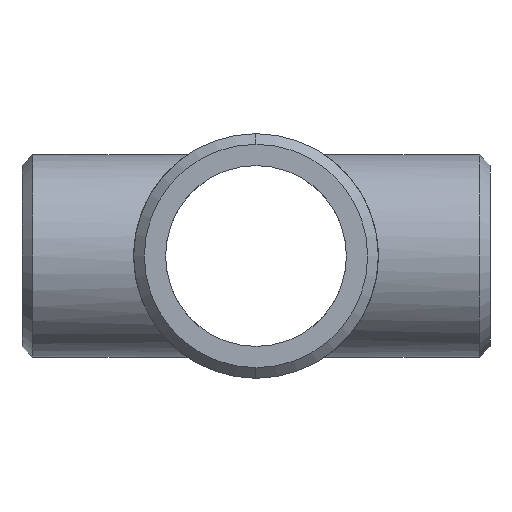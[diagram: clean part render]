
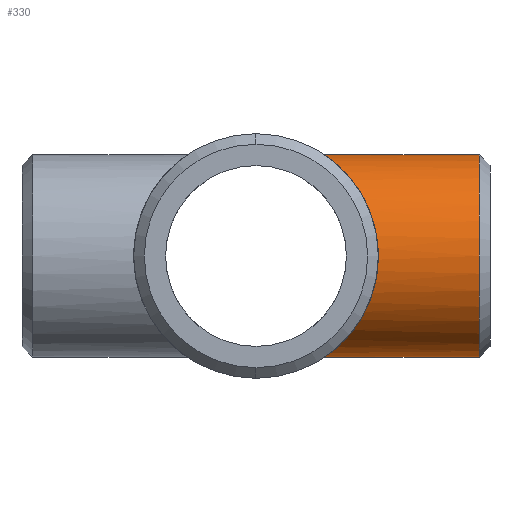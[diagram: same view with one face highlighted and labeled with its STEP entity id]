
A CAD part, left-side view. The second image highlights one B-rep face of the part: STEP entity #330.
In plain terms, the highlighted cylindrical face has radius 30.226 mm (diameter 60.452 mm), a partial arc.
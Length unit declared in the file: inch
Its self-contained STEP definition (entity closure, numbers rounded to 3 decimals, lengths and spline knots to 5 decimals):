
#32 = CARTESIAN_POINT ( 'NONE',  ( -1.18106, -1.43011, 0.14705 ) ) ;
#37 = CARTESIAN_POINT ( 'NONE',  ( -1.12137, -1.3812, -0.40034 ) ) ;
#51 = CARTESIAN_POINT ( 'NONE',  ( -0.96712, -1.2592, -0.69365 ) ) ;
#58 = CIRCLE ( 'NONE', #300, 1.19 ) ;
#59 = CARTESIAN_POINT ( 'NONE',  ( -0.2651, -0.84866, -1.16027 ) ) ;
#65 = CARTESIAN_POINT ( 'NONE',  ( -0.43306, -0.91485, -1.10904 ) ) ;
#83 = ORIENTED_EDGE ( 'NONE', *, *, #1050, .T. ) ;
#116 = EDGE_CURVE ( 'NONE', #591, #298, #1097, .T. ) ;
#119 = CARTESIAN_POINT ( 'NONE',  ( -0.69148, -1.06203, 0.96917 ) ) ;
#126 = CARTESIAN_POINT ( 'NONE',  ( -0.39495, -0.8978, 1.12271 ) ) ;
#133 = CARTESIAN_POINT ( 'NONE',  ( -1.1731, -1.42353, -0.20399 ) ) ;
#144 = CARTESIAN_POINT ( 'NONE',  ( -1.10707, -1.36961, -0.43826 ) ) ;
#149 = CARTESIAN_POINT ( 'NONE',  ( -1.12146, -1.38117, 0.40584 ) ) ;
#158 = CARTESIAN_POINT ( 'NONE',  ( 0., -2.75, 0. ) ) ;
#169 = CARTESIAN_POINT ( 'NONE',  ( -0.85976, -1.17863, -0.82357 ) ) ;
#181 = DIRECTION ( 'NONE',  ( 0., 1., 0. ) ) ;
#225 = CARTESIAN_POINT ( 'NONE',  ( -0.63073, -1.02351, 1.00976 ) ) ;
#230 = CARTESIAN_POINT ( 'NONE',  ( -1.15633, -1.40974, -0.28405 ) ) ;
#236 = CARTESIAN_POINT ( 'NONE',  ( -0.88495, -1.1967, 0.79902 ) ) ;
#242 = CARTESIAN_POINT ( 'NONE',  ( -0.53454, -0.96713, 1.06383 ) ) ;
#249 = CARTESIAN_POINT ( 'NONE',  ( -0.37674, -0.88992, 1.12896 ) ) ;
#255 = ORIENTED_EDGE ( 'NONE', *, *, #1232, .T. ) ;
#256 = CARTESIAN_POINT ( 'NONE',  ( -0.88492, -1.19714, -0.7965 ) ) ;
#292 = FACE_OUTER_BOUND ( 'NONE', #609, .T. ) ;
#298 = VERTEX_POINT ( 'NONE', #1018 ) ;
#300 = AXIS2_PLACEMENT_3D ( 'NONE', #1208, #1047, #741 ) ;
#318 = CARTESIAN_POINT ( 'NONE',  ( -1.05593, -1.32859, 0.55011 ) ) ;
#322 = CARTESIAN_POINT ( 'NONE',  ( 0., -2.75, -1.19 ) ) ;
#330 = ADVANCED_FACE ( 'NONE', ( #292 ), #832, .T. ) ;
#337 = CARTESIAN_POINT ( 'NONE',  ( -1.05959, -1.33142, -0.54743 ) ) ;
#357 = CARTESIAN_POINT ( 'NONE',  ( -0.16641, -0.82241, -1.17903 ) ) ;
#368 = CARTESIAN_POINT ( 'NONE',  ( 0., -0.80642, 1.19 ) ) ;
#377 = CARTESIAN_POINT ( 'NONE',  ( -0.93285, -1.23307, -0.73909 ) ) ;
#413 = CARTESIAN_POINT ( 'NONE',  ( -0.0826, -0.80962, 1.18784 ) ) ;
#417 = CARTESIAN_POINT ( 'NONE',  ( -1.18764, -1.43555, 0.08549 ) ) ;
#443 = CARTESIAN_POINT ( 'NONE',  ( -0.08398, -0.81051, -1.18722 ) ) ;
#456 = CARTESIAN_POINT ( 'NONE',  ( -0.72446, -1.083, -0.94696 ) ) ;
#505 = CARTESIAN_POINT ( 'NONE',  ( -0.7209, -1.08146, 0.9475 ) ) ;
#512 = CARTESIAN_POINT ( 'NONE',  ( -0.93292, -1.23284, 0.74258 ) ) ;
#527 = CARTESIAN_POINT ( 'NONE',  ( -0.95586, -1.25057, -0.70907 ) ) ;
#534 = CARTESIAN_POINT ( 'NONE',  ( -1.14641, -1.4016, 0.32958 ) ) ;
#544 = DIRECTION ( 'NONE',  ( 0., 0., -1. ) ) ;
#555 = CARTESIAN_POINT ( 'NONE',  ( -0.04208, -0.80724, -1.18944 ) ) ;
#561 = VERTEX_POINT ( 'NONE', #368 ) ;
#565 = CARTESIAN_POINT ( 'NONE',  ( 0., -2.625, 1.19 ) ) ;
#591 = VERTEX_POINT ( 'NONE', #1024 ) ;
#609 = EDGE_LOOP ( 'NONE', ( #83, #841, #255, #1055 ) ) ;
#612 = CARTESIAN_POINT ( 'NONE',  ( -1.16796, -1.41931, 0.22888 ) ) ;
#618 = CARTESIAN_POINT ( 'NONE',  ( -1.14595, -1.40124, -0.3233 ) ) ;
#625 = CARTESIAN_POINT ( 'NONE',  ( -1.17179, -1.42246, 0.20842 ) ) ;
#633 = CARTESIAN_POINT ( 'NONE',  ( 0., -0.80642, 1.19 ) ) ;
#638 = CARTESIAN_POINT ( 'NONE',  ( -0.5994, -1.00443, 1.02868 ) ) ;
#646 = DIRECTION ( 'NONE',  ( 0., 1., 0. ) ) ;
#661 = CARTESIAN_POINT ( 'NONE',  ( -0.2064, -0.83157, -1.17265 ) ) ;
#714 = CARTESIAN_POINT ( 'NONE',  ( -1.1901, -1.43758, -0.03839 ) ) ;
#721 = CARTESIAN_POINT ( 'NONE',  ( -0.04141, -0.80642, 1.19 ) ) ;
#727 = CARTESIAN_POINT ( 'NONE',  ( -0.22486, -0.83697, 1.16873 ) ) ;
#740 = CARTESIAN_POINT ( 'NONE',  ( -0.92107, -1.22418, -0.75371 ) ) ;
#741 = DIRECTION ( 'NONE',  ( 0., 0., -1. ) ) ;
#746 = CARTESIAN_POINT ( 'NONE',  ( -0.02104, -0.80642, -1.19 ) ) ;
#747 = AXIS2_PLACEMENT_3D ( 'NONE', #158, #646, #544 ) ;
#793 = VERTEX_POINT ( 'NONE', #565 ) ;
#799 = CARTESIAN_POINT ( 'NONE',  ( -0.99758, -1.28269, 0.64988 ) ) ;
#805 = CARTESIAN_POINT ( 'NONE',  ( -1.18805, -1.43589, -0.07991 ) ) ;
#811 = CARTESIAN_POINT ( 'NONE',  ( -0.44873, -0.92274, 1.10231 ) ) ;
#816 = CARTESIAN_POINT ( 'NONE',  ( -0.28349, -0.85398, 1.15643 ) ) ;
#832 = CYLINDRICAL_SURFACE ( 'NONE', #747, 1.19 ) ;
#837 = CARTESIAN_POINT ( 'NONE',  ( 0., -2.75, 1.19 ) ) ;
#841 = ORIENTED_EDGE ( 'NONE', *, *, #881, .T. ) ;
#842 = CARTESIAN_POINT ( 'NONE',  ( -0.78109, -1.12208, -0.90078 ) ) ;
#881 = EDGE_CURVE ( 'NONE', #793, #561, #955, .T. ) ;
#892 = CARTESIAN_POINT ( 'NONE',  ( -0.77794, -1.12029, 0.90125 ) ) ;
#897 = CARTESIAN_POINT ( 'NONE',  ( -0.43093, -0.91419, 1.1094 ) ) ;
#904 = CARTESIAN_POINT ( 'NONE',  ( -0.14408, -0.81894, 1.18142 ) ) ;
#913 = CARTESIAN_POINT ( 'NONE',  ( -0.16462, -0.82281, 1.17874 ) ) ;
#929 = CARTESIAN_POINT ( 'NONE',  ( -0.34171, -0.87566, -1.14005 ) ) ;
#954 = CARTESIAN_POINT ( 'NONE',  ( -0.32274, -0.86842, -1.14557 ) ) ;
#955 = LINE ( 'NONE', #837, #1121 ) ;
#988 = VECTOR ( 'NONE', #1087, 39.37008 ) ;
#991 = CARTESIAN_POINT ( 'NONE',  ( -1.17833, -1.42785, 0.16753 ) ) ;
#1003 = CARTESIAN_POINT ( 'NONE',  ( -1.18989, -1.43741, 0.0443 ) ) ;
#1009 = CARTESIAN_POINT ( 'NONE',  ( -0.20501, -0.83183, 1.17239 ) ) ;
#1016 = CARTESIAN_POINT ( 'NONE',  ( -0.39737, -0.89837, -1.12237 ) ) ;
#1018 = CARTESIAN_POINT ( 'NONE',  ( 0., -0.80642, -1.19 ) ) ;
#1024 = CARTESIAN_POINT ( 'NONE',  ( 0., -2.625, -1.19 ) ) ;
#1026 = CARTESIAN_POINT ( 'NONE',  ( -0.28444, -0.85492, -1.15568 ) ) ;
#1032 = CARTESIAN_POINT ( 'NONE',  ( 0., -0.80642, -1.19 ) ) ;
#1047 = DIRECTION ( 'NONE',  ( 0., 1., 0. ) ) ;
#1050 = EDGE_CURVE ( 'NONE', #591, #793, #58, .T. ) ;
#1055 = ORIENTED_EDGE ( 'NONE', *, *, #116, .F. ) ;
#1087 = DIRECTION ( 'NONE',  ( 0., 1., 0. ) ) ;
#1088 = CARTESIAN_POINT ( 'NONE',  ( -0.32137, -0.86744, 1.14644 ) ) ;
#1094 = CARTESIAN_POINT ( 'NONE',  ( -0.80567, -1.13977, 0.87656 ) ) ;
#1097 = LINE ( 'NONE', #322, #988 ) ;
#1099 = CARTESIAN_POINT ( 'NONE',  ( -0.50102, -0.9489, 1.08005 ) ) ;
#1113 = CARTESIAN_POINT ( 'NONE',  ( -0.60153, -1.00493, -1.02944 ) ) ;
#1121 = VECTOR ( 'NONE', #181, 39.37008 ) ;
#1168 = B_SPLINE_CURVE_WITH_KNOTS ( 'NONE', 3,
 ( #633, #721, #413, #904, #913, #1009, #727, #816, #1088, #249, #126, #897, #811, #1099, #242, #638, #225, #119, #505, #892, #1094, #236, #512, #799, #1174, #318, #1191, #149, #534, #612, #625, #991, #32, #417, #1003, #714, #805, #1179, #133, #230, #618, #37, #144, #337, #1184, #51, #527, #377, #740, #256, #169, #842, #456, #1113, #1213, #65, #1016, #929, #954, #1026, #59, #661, #357, #1220, #443, #555, #746, #1032 ),
 .UNSPECIFIED., .F., .F.,
 ( 4, 2, 2, 2, 2, 2, 2, 2, 2, 2, 2, 2, 2, 2, 2, 2, 2, 2, 2, 2, 2, 2, 2, 2, 2, 2, 2, 2, 2, 2, 2, 2, 2, 4 ),
 ( 0.10093, 0.10408, 0.10566, 0.10724, 0.11039, 0.11197, 0.11354, 0.1167, 0.11985, 0.123, 0.12615, 0.13246, 0.13561, 0.13877, 0.14507, 0.14665, 0.14822, 0.15138, 0.15453, 0.15768, 0.16084, 0.16399, 0.17029, 0.17187, 0.17345, 0.1766, 0.1829, 0.18921, 0.19236, 0.19394, 0.19552, 0.19867, 0.20025, 0.20182 ),
 .UNSPECIFIED. ) ;
#1174 = CARTESIAN_POINT ( 'NONE',  ( -1.01791, -1.29858, 0.61763 ) ) ;
#1179 = CARTESIAN_POINT ( 'NONE',  ( -1.1795, -1.42882, -0.16318 ) ) ;
#1184 = CARTESIAN_POINT ( 'NONE',  ( -1.02168, -1.30129, -0.61494 ) ) ;
#1191 = CARTESIAN_POINT ( 'NONE',  ( -1.07369, -1.34277, 0.51464 ) ) ;
#1208 = CARTESIAN_POINT ( 'NONE',  ( 0., -2.625, 0. ) ) ;
#1213 = CARTESIAN_POINT ( 'NONE',  ( -0.53678, -0.96688, -1.06472 ) ) ;
#1220 = CARTESIAN_POINT ( 'NONE',  ( -0.10484, -0.81295, -1.18555 ) ) ;
#1232 = EDGE_CURVE ( 'NONE', #561, #298, #1168, .T. ) ;
